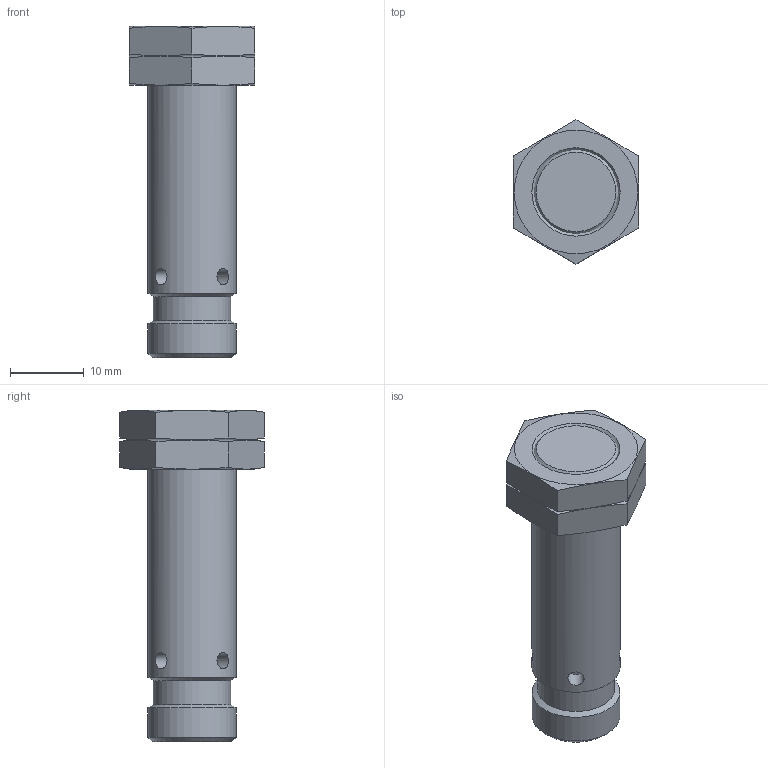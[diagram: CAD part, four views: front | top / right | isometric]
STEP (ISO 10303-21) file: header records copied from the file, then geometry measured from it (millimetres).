
FILE_DESCRIPTION(/* description */ ('STEP AP214'),/* implementation_level */ '2;1');
FILE_NAME(/* name */ '150405_SIEN-M12B-NO-S-L',/* time_stamp */ '2024-09-15T05:23:39+02:00',/* author */ ('License CC BY-ND 4.0'),/* organization */ ('CADENAS'),/* preprocessor_version */ 'ST-DEVELOPER v19.3',/* originating_system */ 'PARTsolutions',/* authorisation */ ' ');
FILE_SCHEMA (('AUTOMOTIVE_DESIGN {1 0 10303 214 3 1 1}'));
Length unit declared in the file: millimetre
Products named in the file (3): 150405 SIEN-M12B-NO-S-L---(4_0); 150405 SIEN-M12B-NO-S-Lp---(4_0); Flachmuter M12x1-4-17
Assembly tree (3 placements, depth 2):
  150405 SIEN-M12B-NO-S-L---(4_0)
    150405 SIEN-M12B-NO-S-Lp---(4_0)
    Flachmuter M12x1-4-17  x2
Bounding box: 17 x 19.63 x 45 mm (x, y, z)
Volume: 5692 mm3; surface area: 3650.9 mm2
Topology: 3 solids, 3 shells, 57 faces, 121 edges, 79 vertices
Faces by surface type: plane 30, cylinder 15, cone 12
Full cylindrical faces by diameter (mm): 1 x4, 2.2 x4, 8.3 x1, 10.5 x1, 10.917 x2, 12 x2
Entity records: 1127 total; most frequent: CARTESIAN_POINT 248, DIRECTION 172, ORIENTED_EDGE 122, AXIS2_PLACEMENT_3D 79, EDGE_LOOP 76, FACE_BOUND 76, EDGE_CURVE 61, VERTEX_POINT 51
